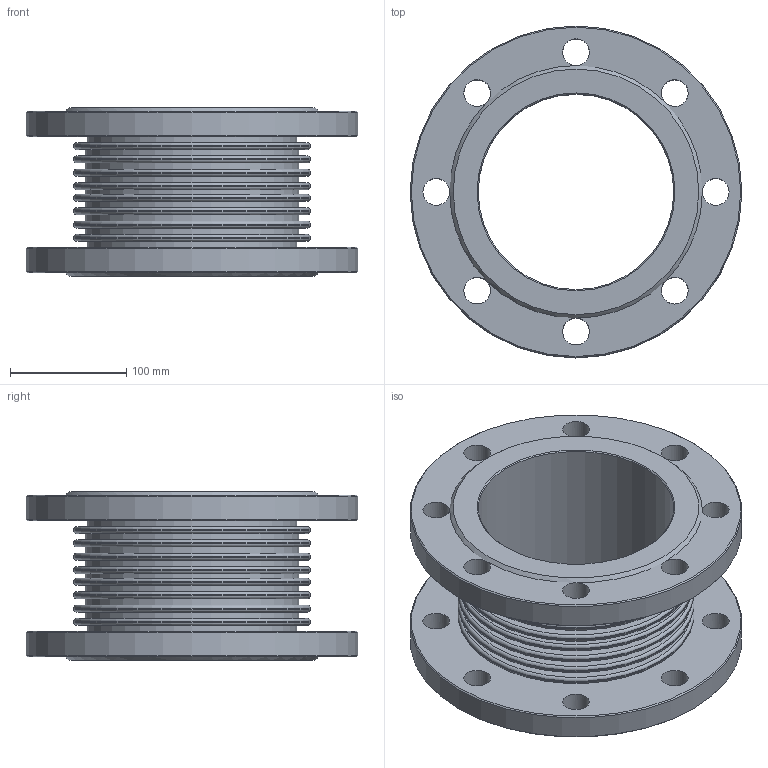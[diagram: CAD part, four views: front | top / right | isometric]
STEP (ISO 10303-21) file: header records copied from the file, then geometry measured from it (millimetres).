
FILE_DESCRIPTION(/* description */ (''),/* implementation_level */ '2;1');
FILE_NAME(/* name */ 'DN150_3D_STEP.stp',/* time_stamp */ '2024-01-27T17:55:19+03:00',/* author */ ('igorr'),/* organization */ (''),/* preprocessor_version */ 'ST-DEVELOPER v19.2',/* originating_system */ 'Autodesk Inventor 2023',/* authorisation */ '');
FILE_SCHEMA (('AUTOMOTIVE_DESIGN { 1 0 10303 214 3 1 1 }'));
Length unit declared in the file: millimetre
Products named in the file (1): Деталь1
Bounding box: 285 x 285 x 145 mm (x, y, z)
Volume: 2437301.5 mm3; surface area: 432557.6 mm2
Topology: 1 solids, 1 shells, 82 faces, 206 edges, 130 vertices
Faces by surface type: cylinder 36, plane 22, torus 16, cone 8
Full cylindrical faces by diameter (mm): 23 x16, 168 x1, 180 x2, 183.398 x7, 203.362 x8, 285 x2
Entity records: 2711 total; most frequent: DIRECTION 534, CARTESIAN_POINT 419, ORIENTED_EDGE 412, AXIS2_PLACEMENT_3D 245, EDGE_CURVE 206, CIRCLE 162, VERTEX_POINT 130, EDGE_LOOP 120
